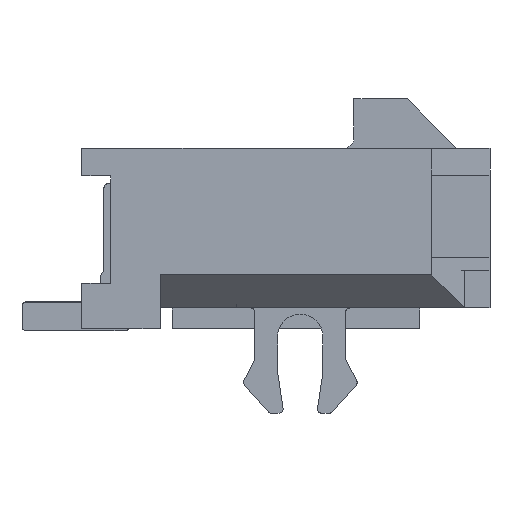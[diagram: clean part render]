
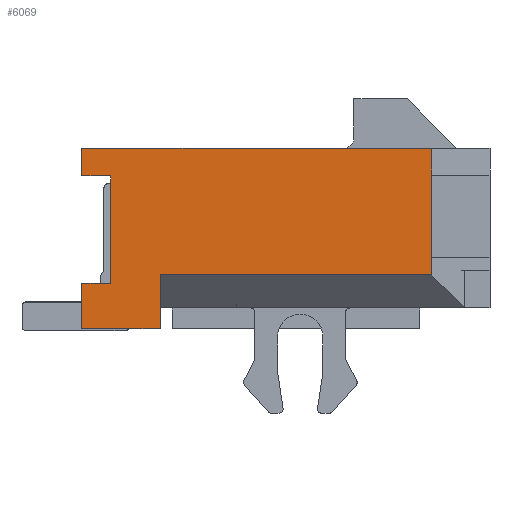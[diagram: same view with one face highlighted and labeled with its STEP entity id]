
A CAD part, left-side view. The second image highlights one B-rep face of the part: STEP entity #6069.
In plain terms, the highlighted planar face has unit normal (-1, 0, 0).
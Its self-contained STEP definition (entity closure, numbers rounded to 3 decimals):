
#728=ORIENTED_EDGE('',*,*,#2413,.T.);
#729=ORIENTED_EDGE('',*,*,#2414,.T.);
#730=ORIENTED_EDGE('',*,*,#1949,.F.);
#731=ORIENTED_EDGE('',*,*,#2415,.T.);
#732=ORIENTED_EDGE('',*,*,#2416,.F.);
#733=ORIENTED_EDGE('',*,*,#2417,.F.);
#734=ORIENTED_EDGE('',*,*,#2418,.F.);
#735=ORIENTED_EDGE('',*,*,#2070,.T.);
#736=ORIENTED_EDGE('',*,*,#2419,.T.);
#737=ORIENTED_EDGE('',*,*,#2420,.T.);
#738=ORIENTED_EDGE('',*,*,#2421,.T.);
#739=ORIENTED_EDGE('',*,*,#2422,.T.);
#1949=EDGE_CURVE('',#2837,#2838,#3415,.T.);
#2070=EDGE_CURVE('',#2956,#2955,#3536,.T.);
#2413=EDGE_CURVE('',#3211,#3212,#3879,.T.);
#2414=EDGE_CURVE('',#3212,#2838,#3880,.T.);
#2415=EDGE_CURVE('',#2837,#3213,#3881,.T.);
#2416=EDGE_CURVE('',#3214,#3213,#3882,.T.);
#2417=EDGE_CURVE('',#3215,#3214,#3883,.T.);
#2418=EDGE_CURVE('',#2956,#3215,#3884,.T.);
#2419=EDGE_CURVE('',#2955,#3216,#3885,.T.);
#2420=EDGE_CURVE('',#3216,#3217,#3886,.T.);
#2421=EDGE_CURVE('',#3217,#3218,#3887,.T.);
#2422=EDGE_CURVE('',#3218,#3211,#3888,.T.);
#2837=VERTEX_POINT('',#8355);
#2838=VERTEX_POINT('',#8357);
#2955=VERTEX_POINT('',#8611);
#2956=VERTEX_POINT('',#8613);
#3211=VERTEX_POINT('',#9275);
#3212=VERTEX_POINT('',#9276);
#3213=VERTEX_POINT('',#9279);
#3214=VERTEX_POINT('',#9281);
#3215=VERTEX_POINT('',#9283);
#3216=VERTEX_POINT('',#9286);
#3217=VERTEX_POINT('',#9288);
#3218=VERTEX_POINT('',#9290);
#3415=LINE('',#8356,#4239);
#3536=LINE('',#8612,#4360);
#3879=LINE('',#9274,#4703);
#3880=LINE('',#9277,#4704);
#3881=LINE('',#9278,#4705);
#3882=LINE('',#9280,#4706);
#3883=LINE('',#9282,#4707);
#3884=LINE('',#9284,#4708);
#3885=LINE('',#9285,#4709);
#3886=LINE('',#9287,#4710);
#3887=LINE('',#9289,#4711);
#3888=LINE('',#9291,#4712);
#4239=VECTOR('',#6746,1000.);
#4360=VECTOR('',#6901,1000.);
#4703=VECTOR('',#7372,1000.);
#4704=VECTOR('',#7373,1000.);
#4705=VECTOR('',#7374,1000.);
#4706=VECTOR('',#7375,1000.);
#4707=VECTOR('',#7376,1000.);
#4708=VECTOR('',#7377,1000.);
#4709=VECTOR('',#7378,1000.);
#4710=VECTOR('',#7379,1000.);
#4711=VECTOR('',#7380,1000.);
#4712=VECTOR('',#7381,1000.);
#5144=EDGE_LOOP('',(#728,#729,#730,#731,#732,#733,#734,#735,#736,#737,#738,
#739));
#5474=FACE_BOUND('',#5144,.T.);
#5789=PLANE('',#6419);
#6069=ADVANCED_FACE('',(#5474),#5789,.T.);
#6419=AXIS2_PLACEMENT_3D('',#9273,#7370,#7371);
#6746=DIRECTION('',(0.,0.,-1.));
#6901=DIRECTION('',(0.,1.,0.));
#7370=DIRECTION('',(-1.,0.,0.));
#7371=DIRECTION('',(0.,0.,1.));
#7372=DIRECTION('',(0.,0.,-1.));
#7373=DIRECTION('',(0.,-1.,0.));
#7374=DIRECTION('',(0.,-1.,0.));
#7375=DIRECTION('',(0.,0.,-1.));
#7376=DIRECTION('',(0.,0.,-1.));
#7377=DIRECTION('',(0.,0.,-1.));
#7378=DIRECTION('',(0.,0.,-1.));
#7379=DIRECTION('',(0.,-1.,0.));
#7380=DIRECTION('',(0.,0.,-1.));
#7381=DIRECTION('',(0.,1.,0.));
#8355=CARTESIAN_POINT('',(-10.825,3.05,-0.885));
#8356=CARTESIAN_POINT('',(-10.825,3.05,-1.685));
#8357=CARTESIAN_POINT('',(-10.825,3.05,-2.185));
#8611=CARTESIAN_POINT('',(-10.825,4.95,2.185));
#8612=CARTESIAN_POINT('',(-10.825,-4.95,2.185));
#8613=CARTESIAN_POINT('',(-10.825,-3.536,2.185));
#9273=CARTESIAN_POINT('',(-10.825,0.,0.));
#9274=CARTESIAN_POINT('',(-10.825,4.95,2.185));
#9275=CARTESIAN_POINT('',(-10.825,4.95,-1.085));
#9276=CARTESIAN_POINT('',(-10.825,4.95,-2.185));
#9277=CARTESIAN_POINT('',(-10.825,4.95,-2.185));
#9278=CARTESIAN_POINT('',(-10.825,0.,-0.885));
#9279=CARTESIAN_POINT('',(-10.825,-3.536,-0.885));
#9280=CARTESIAN_POINT('',(-10.825,-3.536,0.));
#9281=CARTESIAN_POINT('',(-10.825,-3.536,-0.465));
#9282=CARTESIAN_POINT('',(-10.825,-3.536,1.535));
#9283=CARTESIAN_POINT('',(-10.825,-3.536,1.535));
#9284=CARTESIAN_POINT('',(-10.825,-3.536,0.));
#9285=CARTESIAN_POINT('',(-10.825,4.95,2.185));
#9286=CARTESIAN_POINT('',(-10.825,4.95,1.515));
#9287=CARTESIAN_POINT('',(-10.825,0.,1.515));
#9288=CARTESIAN_POINT('',(-10.825,4.25,1.515));
#9289=CARTESIAN_POINT('',(-10.825,4.25,0.));
#9290=CARTESIAN_POINT('',(-10.825,4.25,-1.085));
#9291=CARTESIAN_POINT('',(-10.825,0.,-1.085));
